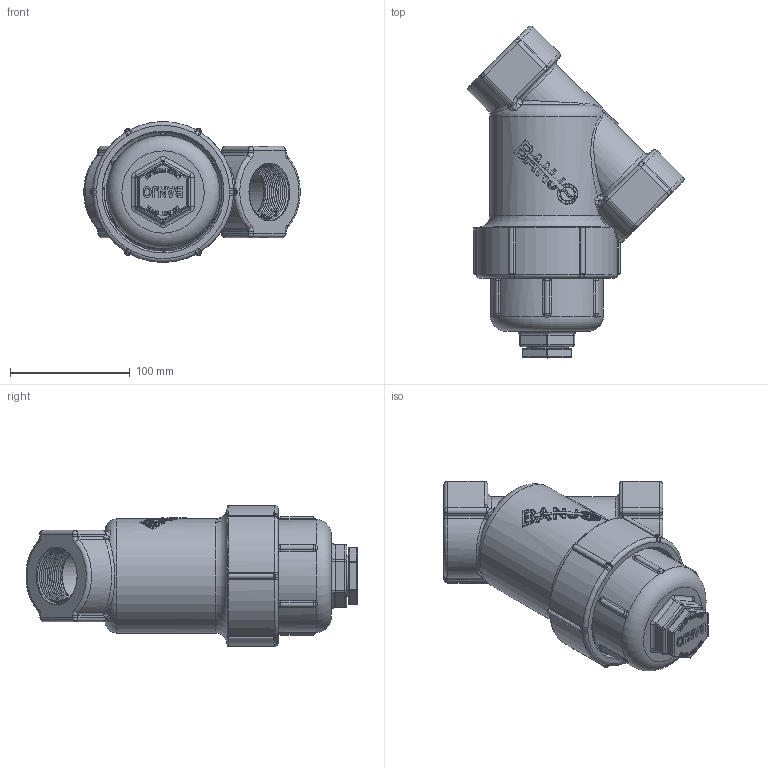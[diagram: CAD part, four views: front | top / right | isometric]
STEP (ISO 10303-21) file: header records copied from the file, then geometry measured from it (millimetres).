
FILE_DESCRIPTION(/* description */ ('1 1/2" LINE STRAINER BODY'),/* implementation_level */ '2;1');
FILE_NAME(/* name */ 'LS150-50.stp',/* time_stamp */ '2016-07-28T08:34:05-04:00',/* author */ ('MJC'),/* organization */ (''),/* preprocessor_version */ 'ST-DEVELOPER v16.1',/* originating_system */ 'Autodesk Inventor 2016',/* authorisation */ '');
FILE_SCHEMA (('AUTOMOTIVE_DESIGN { 1 0 10303 214 3 1 1 }'));
Length unit declared in the file: inch
Products named in the file (8): LS150-B; LS150XC; LSQ200-PL; LSQ200-R; LS150-C; LS150-G; LS250; LS150-50
Assembly tree (7 placements, depth 3):
  LS150-50
    LS150-B
    LS150-C
      LS150XC
      LSQ200-PL
      LSQ200-R
    LS150-G
    LS250
Bounding box: 180.18 x 276.88 x 117.47 mm (x, y, z)
Volume: 964523.1 mm3; surface area: 311942.5 mm2
Topology: 5 solids, 6 shells, 1545 faces, 3958 edges, 2490 vertices
Faces by surface type: plane 709, bspline 399, cylinder 266, torus 86, sphere 54, cone 31
Full cylindrical faces by diameter (mm): 19.05 x1, 33.401 x1, 43.18 x2, 55.626 x1, 60.452 x1, 66.04 x1, 67.716 x2, 76.2 x1, 79.502 x1, 82.728 x1, 85.852 x1, 86.233 x1, 91.567 x1, 94.038 x4
Entity records: 62315 total; most frequent: CARTESIAN_POINT 27674, ORIENTED_EDGE 7646, DIRECTION 6263, EDGE_CURVE 3823, VERTEX_POINT 2437, AXIS2_PLACEMENT_3D 2187, LINE 1889, VECTOR 1889
